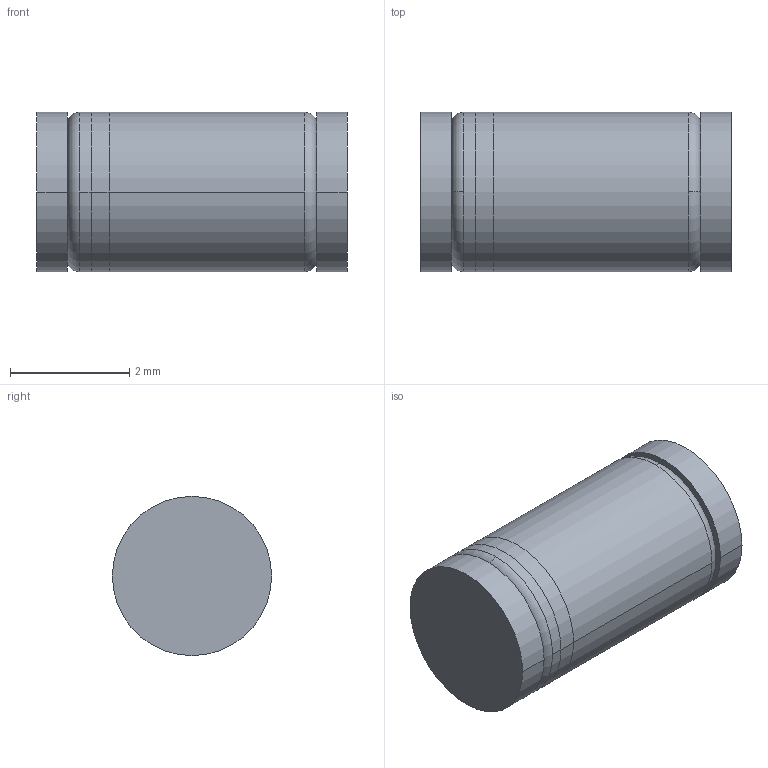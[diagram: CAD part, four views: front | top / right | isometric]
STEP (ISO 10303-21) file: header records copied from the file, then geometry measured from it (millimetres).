
FILE_DESCRIPTION((''),'2;1');
FILE_NAME('DIOMELF5025N.stp','2009-07-14T17:12:32',(''),(''),'Mechanical Desktop 2006','Mechanical Desktop 2006',', , ');
FILE_SCHEMA(('AUTOMOTIVE_DESIGN { 1 2 10303 214 0 1 1 1 }'));
Length unit declared in the file: millimetre
Products named in the file (1): Product
Bounding box: 5.2 x 2.67 x 2.67 mm (x, y, z)
Volume: 29 mm3; surface area: 98.1 mm2
Topology: 5 solids, 5 shells, 24 faces, 45 edges, 32 vertices
Faces by surface type: cylinder 10, plane 10, torus 4
Entity records: 686 total; most frequent: DIRECTION 129, CARTESIAN_POINT 101, ORIENTED_EDGE 88, AXIS2_PLACEMENT_3D 59, EDGE_CURVE 44, CIRCLE 34, VERTEX_POINT 30, EDGE_LOOP 24
